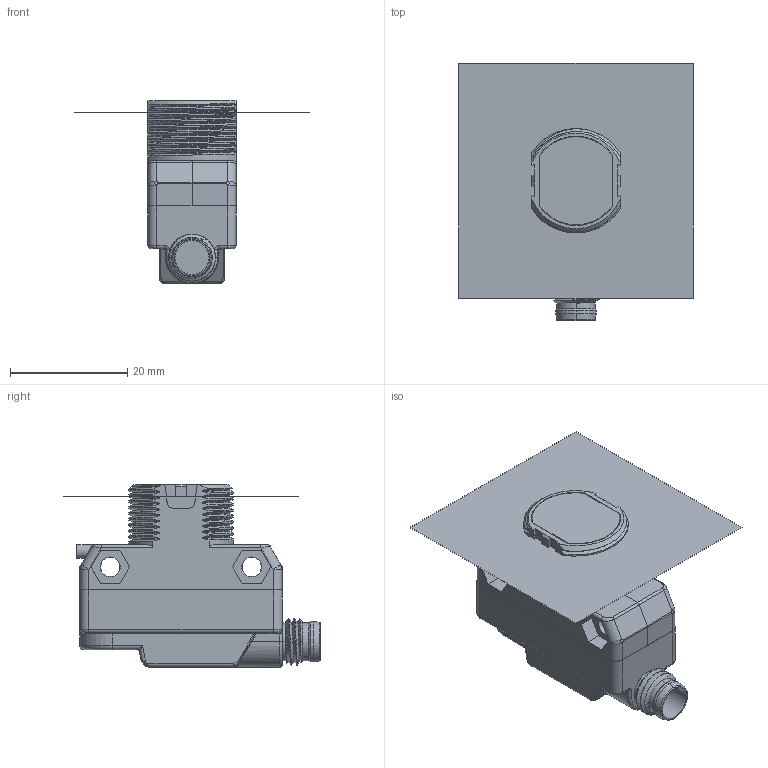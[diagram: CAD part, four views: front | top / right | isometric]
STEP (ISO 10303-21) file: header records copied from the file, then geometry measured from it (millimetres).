
FILE_DESCRIPTION((''),'2;1');
FILE_NAME('200055_ASM','2019-05-14T09:34:29',('pdmadmin'),('BANNER ENGINEERING'),'CREO PARAMETRIC BY PTC INC, 2018300','CREO PARAMETRIC BY PTC INC, 2018300','');
FILE_SCHEMA(('CONFIG_CONTROL_DESIGN'));
Products named in the file (17): 114100; 114096_GENERIC; 114109_ASM; 208395; 61602_ASM; 111644; 130017_1_AF0; 130017_2_AF0; 130017_3_AF0; 130017_3_AF1; 130017_3_AF2; 130017_3_AF3; 130017_AF0_ASM; 194703_AF1_ASM; 200138_AF0_ASM; 2000XX_SIMPLIFY_QD_FILLER; 200055_ASM
Assembly tree (16 placements, depth 5):
  200055_ASM
    61602_ASM
      114109_ASM
        114100
        114096_GENERIC
      208395
    200138_AF0_ASM
      111644
      194703_AF1_ASM
        130017_AF0_ASM
          130017_1_AF0
          130017_2_AF0
          130017_3_AF0
          130017_3_AF1
          130017_3_AF2
          130017_3_AF3
    2000XX_SIMPLIFY_QD_FILLER
Bounding box: 40 x 43.75 x 31.1 mm (x, y, z)
Volume: 6143.4 mm3; surface area: 10678.2 mm2
Topology: 11 solids, 12 shells, 1020 faces, 2549 edges, 1590 vertices
Faces by surface type: plane 379, cylinder 337, bspline 141, cone 103, torus 48, sphere 10, revolution 2
Entity records: 50771 total; most frequent: CARTESIAN_POINT 26936, ORIENTED_EDGE 5086, DIRECTION 4644, EDGE_CURVE 2545, AXIS2_PLACEMENT_3D 1670, VERTEX_POINT 1590, VECTOR 1302, LINE 1302
